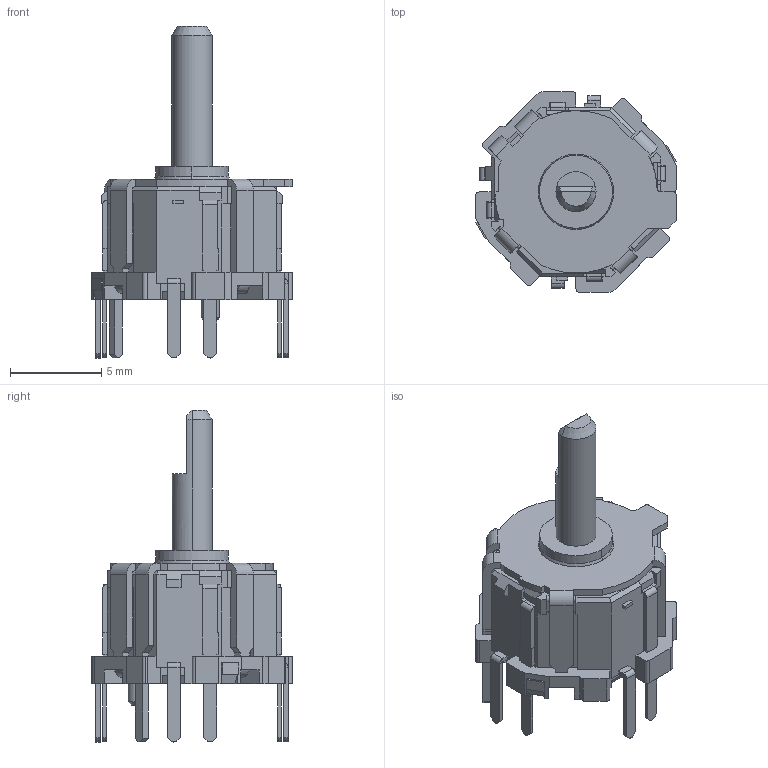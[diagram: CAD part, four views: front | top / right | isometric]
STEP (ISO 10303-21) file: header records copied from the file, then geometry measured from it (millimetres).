
FILE_DESCRIPTION (( 'STEP AP214' ), '1' );
FILE_NAME ('RKJXM1015004.STEP', '2017-05-02T05:05:10', ( 'user' ), ( 'Hewlett-Packard Company' ), 'SwSTEP 2.0', 'SolidWorks 2014', '' );
FILE_SCHEMA (( 'AUTOMOTIVE_DESIGN' ));
Length unit declared in the file: millimetre
Products named in the file (1): RKJXM1015004
Bounding box: 11 x 11 x 18.2 mm (x, y, z)
Volume: 530.7 mm3; surface area: 588.4 mm2
Topology: 1 solids, 1 shells, 511 faces, 1386 edges, 891 vertices
Faces by surface type: plane 440, cylinder 60, cone 5, bspline 4, torus 2
Entity records: 21465 total; most frequent: CARTESIAN_POINT 2897, ORIENTED_EDGE 2772, DIRECTION 2526, EDGE_CURVE 1386, LINE 1230, VECTOR 1230, VERTEX_POINT 891, AXIS2_PLACEMENT_3D 648
